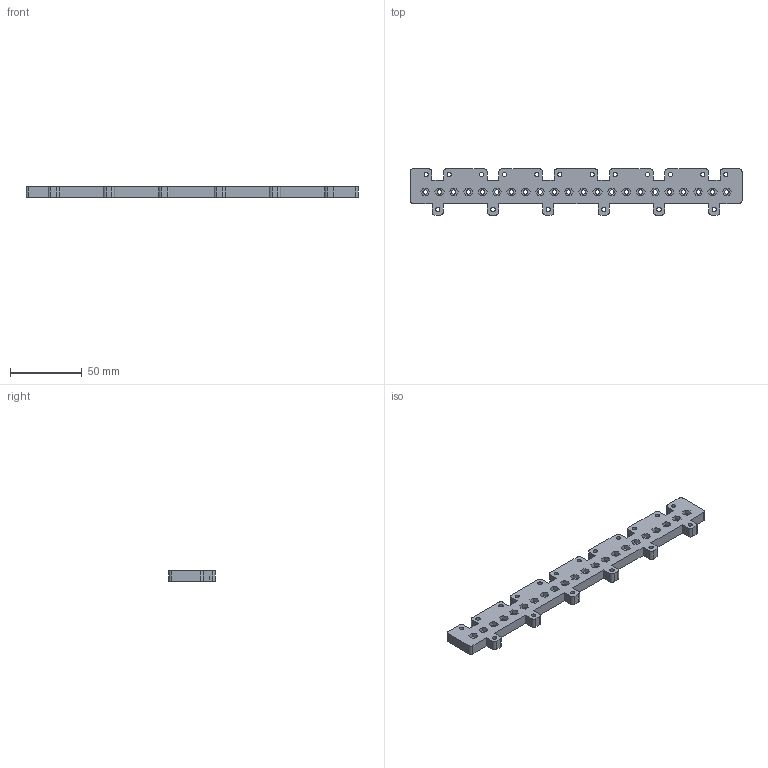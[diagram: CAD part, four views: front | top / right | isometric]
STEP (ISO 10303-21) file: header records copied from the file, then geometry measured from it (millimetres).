
FILE_DESCRIPTION (( 'STEP AP214' ), '1' );
FILE_NAME ('掖啣.ST', '2024-10-13T07:59:43', ( '' ), ( '' ), 'SwSTEP 2.0', 'SolidWorks 2024', '' );
FILE_SCHEMA (( 'AUTOMOTIVE_DESIGN' ));
Length unit declared in the file: millimetre
Products named in the file (1): 背板
Bounding box: 231 x 32.2 x 7 mm (x, y, z)
Volume: 34441.9 mm3; surface area: 19060.3 mm2
Topology: 1 solids, 1 shells, 370 faces, 984 edges, 656 vertices
Faces by surface type: plane 226, cylinder 144
Entity records: 11719 total; most frequent: DIRECTION 2014, CARTESIAN_POINT 2011, ORIENTED_EDGE 1968, EDGE_CURVE 984, VECTOR 696, LINE 696, AXIS2_PLACEMENT_3D 659, VERTEX_POINT 656
